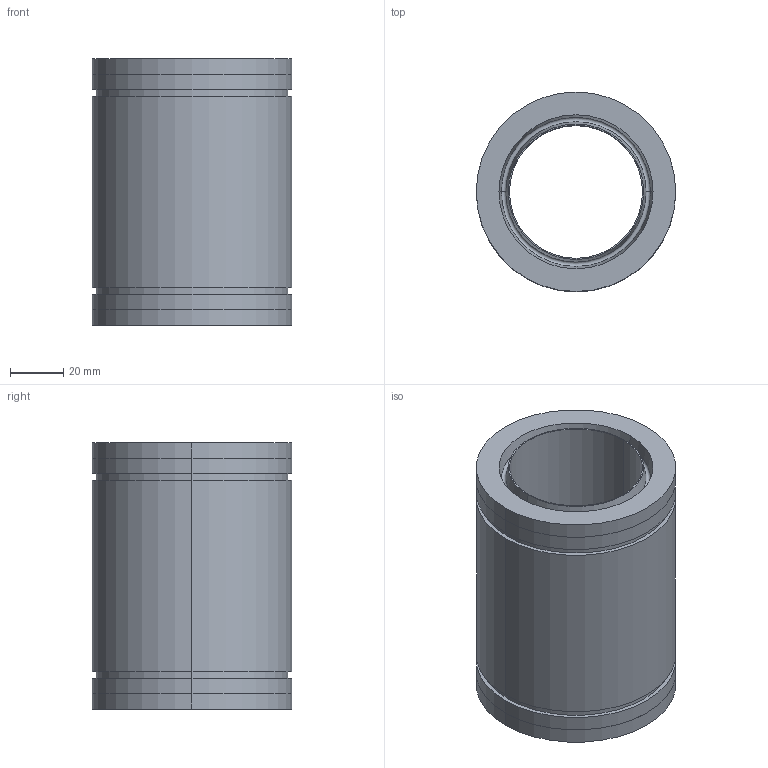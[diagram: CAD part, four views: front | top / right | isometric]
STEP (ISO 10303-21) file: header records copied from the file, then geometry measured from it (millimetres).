
FILE_DESCRIPTION (( 'STEP AP214' ), '1' );
FILE_NAME ('LAA-50-2RS-075-100-ltk.step', '2020-09-09T07:07:06', ( '' ), ( '' ), 'SwSTEP 2.0', 'SolidWorks 2010', '' );
FILE_SCHEMA (( 'AUTOMOTIVE_DESIGN' ));
Length unit declared in the file: millimetre
Products named in the file (1): LAA-50-2RS-075-100-ltk
Bounding box: 75 x 75 x 100 mm (x, y, z)
Volume: 238816 mm3; surface area: 48601.9 mm2
Topology: 1 solids, 1 shells, 38 faces, 76 edges, 48 vertices
Faces by surface type: cylinder 16, plane 10, cone 8, torus 4
Entity records: 1288 total; most frequent: DIRECTION 206, CARTESIAN_POINT 163, ORIENTED_EDGE 152, AXIS2_PLACEMENT_3D 91, EDGE_CURVE 76, CIRCLE 52, EDGE_LOOP 48, VERTEX_POINT 48
